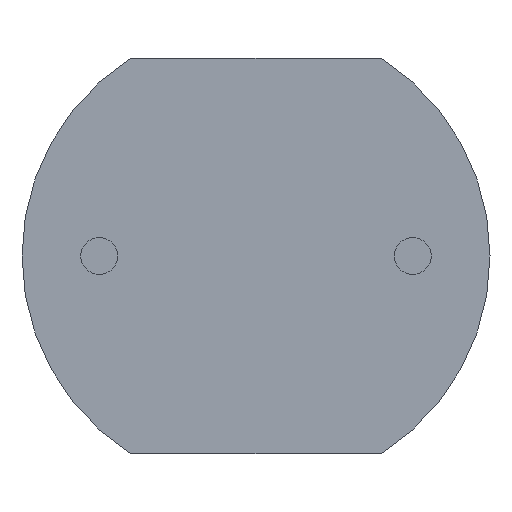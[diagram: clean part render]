
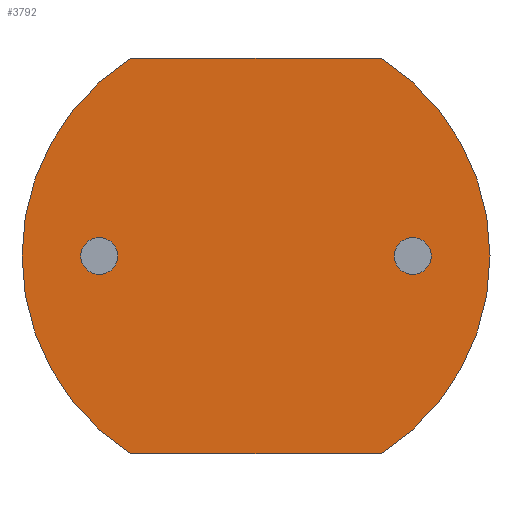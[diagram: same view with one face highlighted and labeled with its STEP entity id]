
A CAD part, front view. The second image highlights one B-rep face of the part: STEP entity #3792.
In plain terms, the highlighted planar face has unit normal (0, -1, 0).
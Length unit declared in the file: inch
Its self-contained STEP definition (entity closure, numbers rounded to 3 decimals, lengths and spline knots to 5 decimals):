
#76 = CARTESIAN_POINT ( 'NONE',  ( -0.05348, 0., -0.0845 ) ) ;
#554 = VECTOR ( 'NONE', #1995, 39.37008 ) ;
#704 = VERTEX_POINT ( 'NONE', #1008 ) ;
#965 = ORIENTED_EDGE ( 'NONE', *, *, #4157, .F. ) ;
#1008 = CARTESIAN_POINT ( 'NONE',  ( -0.05348, 0., -0.0845 ) ) ;
#1049 = DIRECTION ( 'NONE',  ( 0., 1., 0. ) ) ;
#1240 = CARTESIAN_POINT ( 'NONE',  ( 0.05348, 0., 0.0845 ) ) ;
#1504 = FACE_OUTER_BOUND ( 'NONE', #3072, .T. ) ;
#1922 = DIRECTION ( 'NONE',  ( 0., 0., 1. ) ) ;
#1995 = DIRECTION ( 'NONE',  ( -1., 0., 0. ) ) ;
#2002 = CARTESIAN_POINT ( 'NONE',  ( 0., 0., 0. ) ) ;
#2116 = CARTESIAN_POINT ( 'NONE',  ( -0.05348, 0., 0.0845 ) ) ;
#2454 = VERTEX_POINT ( 'NONE', #2116 ) ;
#2463 = CARTESIAN_POINT ( 'NONE',  ( 0.05348, 0., -0.0845 ) ) ;
#2624 = VECTOR ( 'NONE', #6041, 39.37008 ) ;
#2668 = ORIENTED_EDGE ( 'NONE', *, *, #5418, .F. ) ;
#2933 = DIRECTION ( 'NONE',  ( 0., 0., 1. ) ) ;
#2997 = PLANE ( 'NONE',  #5002 ) ;
#3040 = AXIS2_PLACEMENT_3D ( 'NONE', #3857, #3392, #1922 ) ;
#3072 = EDGE_LOOP ( 'NONE', ( #5481, #2668, #965, #4895 ) ) ;
#3327 = VERTEX_POINT ( 'NONE', #2463 ) ;
#3392 = DIRECTION ( 'NONE',  ( 0., 1., 0. ) ) ;
#3484 = DIRECTION ( 'NONE',  ( 0., 0., 1. ) ) ;
#3721 = CIRCLE ( 'NONE', #4216, 0.1 ) ;
#3792 = ADVANCED_FACE ( 'NONE', ( #1504 ), #2997, .F. ) ;
#3857 = CARTESIAN_POINT ( 'NONE',  ( 0., 0., 0. ) ) ;
#4041 = EDGE_CURVE ( 'NONE', #2454, #5671, #6006, .T. ) ;
#4157 = EDGE_CURVE ( 'NONE', #5671, #3327, #3721, .T. ) ;
#4216 = AXIS2_PLACEMENT_3D ( 'NONE', #5377, #1049, #3484 ) ;
#4243 = CARTESIAN_POINT ( 'NONE',  ( -0.05348, 0., 0.0845 ) ) ;
#4356 = LINE ( 'NONE', #76, #554 ) ;
#4895 = ORIENTED_EDGE ( 'NONE', *, *, #4041, .F. ) ;
#5002 = AXIS2_PLACEMENT_3D ( 'NONE', #2002, #5293, #2933 ) ;
#5027 = CIRCLE ( 'NONE', #3040, 0.1 ) ;
#5293 = DIRECTION ( 'NONE',  ( 0., 1., 0. ) ) ;
#5377 = CARTESIAN_POINT ( 'NONE',  ( 0., 0., 0. ) ) ;
#5418 = EDGE_CURVE ( 'NONE', #3327, #704, #4356, .T. ) ;
#5481 = ORIENTED_EDGE ( 'NONE', *, *, #5723, .F. ) ;
#5671 = VERTEX_POINT ( 'NONE', #1240 ) ;
#5723 = EDGE_CURVE ( 'NONE', #704, #2454, #5027, .T. ) ;
#6006 = LINE ( 'NONE', #4243, #2624 ) ;
#6041 = DIRECTION ( 'NONE',  ( 1., 0., 0. ) ) ;
